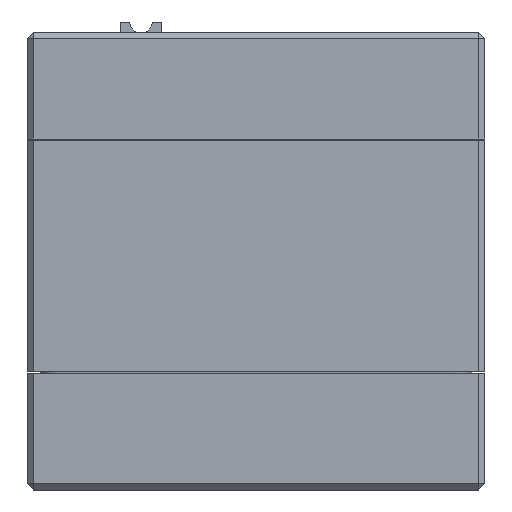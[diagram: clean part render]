
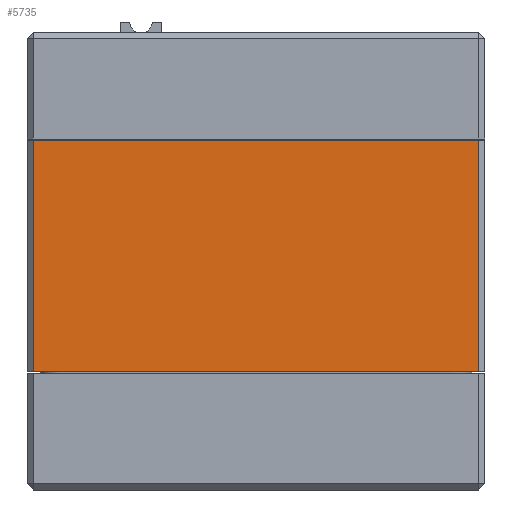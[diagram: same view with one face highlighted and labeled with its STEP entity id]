
A CAD part, left-side view. The second image highlights one B-rep face of the part: STEP entity #5735.
In plain terms, the highlighted free-form (B-spline) face has degree [1, 1] with [2, 2] control points.
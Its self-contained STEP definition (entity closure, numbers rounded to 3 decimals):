
#2352 = VERTEX_POINT('',#2353);
#2353 = CARTESIAN_POINT('',(-26.732,13.775,
    7.296));
#2394 = VERTEX_POINT('',#2395);
#2395 = CARTESIAN_POINT('',(-26.732,-13.775,
    7.296));
#2400 = EDGE_CURVE('',#2352,#2394,#2401,.T.);
#2401 = B_SPLINE_CURVE_WITH_KNOTS('',1,(#2402,#2403),.UNSPECIFIED.,.F.,
  .F.,(2,2),(-5.95,15.95),.PIECEWISE_BEZIER_KNOTS.);
#2402 = CARTESIAN_POINT('',(-26.732,13.775,
    7.296));
#2403 = CARTESIAN_POINT('',(-26.732,-13.775,
    7.296));
#5438 = VERTEX_POINT('',#5439);
#5439 = CARTESIAN_POINT('',(-26.732,-13.775,
    21.637));
#5444 = EDGE_CURVE('',#5438,#2394,#5445,.T.);
#5445 = B_SPLINE_CURVE_WITH_KNOTS('',1,(#5446,#5447),.UNSPECIFIED.,.F.,
  .F.,(2,2),(-17.2,-5.8),.PIECEWISE_BEZIER_KNOTS.);
#5446 = CARTESIAN_POINT('',(-26.732,-13.775,
    21.637));
#5447 = CARTESIAN_POINT('',(-26.732,-13.775,
    7.296));
#5458 = EDGE_CURVE('',#2352,#5459,#5461,.T.);
#5459 = VERTEX_POINT('',#5460);
#5460 = CARTESIAN_POINT('',(-26.732,13.775,
    21.637));
#5461 = B_SPLINE_CURVE_WITH_KNOTS('',1,(#5462,#5463),.UNSPECIFIED.,.F.,
  .F.,(2,2),(5.8,17.2),.PIECEWISE_BEZIER_KNOTS.);
#5462 = CARTESIAN_POINT('',(-26.732,13.775,
    7.296));
#5463 = CARTESIAN_POINT('',(-26.732,13.775,
    21.637));
#5484 = EDGE_CURVE('',#5459,#5438,#5485,.T.);
#5485 = B_SPLINE_CURVE_WITH_KNOTS('',1,(#5486,#5487),.UNSPECIFIED.,.F.,
  .F.,(2,2),(-22.2,-0.3),.PIECEWISE_BEZIER_KNOTS.);
#5486 = CARTESIAN_POINT('',(-26.732,13.775,
    21.637));
#5487 = CARTESIAN_POINT('',(-26.732,-13.775,
    21.637));
#5735 = ADVANCED_FACE('',(#5736),#5742,.T.);
#5736 = FACE_BOUND('',#5737,.T.);
#5737 = EDGE_LOOP('',(#5738,#5739,#5740,#5741));
#5738 = ORIENTED_EDGE('',*,*,#2400,.T.);
#5739 = ORIENTED_EDGE('',*,*,#5444,.F.);
#5740 = ORIENTED_EDGE('',*,*,#5484,.F.);
#5741 = ORIENTED_EDGE('',*,*,#5458,.F.);
#5742 = B_SPLINE_SURFACE_WITH_KNOTS('',1,1,(
    (#5743,#5744)
    ,(#5745,#5746
    )),.UNSPECIFIED.,.F.,.F.,.F.,(2,2),(2,2),(0.3,22.2),(5.8,17.2),
  .PIECEWISE_BEZIER_KNOTS.);
#5743 = CARTESIAN_POINT('',(-26.732,13.775,
    7.296));
#5744 = CARTESIAN_POINT('',(-26.732,13.775,
    21.637));
#5745 = CARTESIAN_POINT('',(-26.732,-13.775,
    7.296));
#5746 = CARTESIAN_POINT('',(-26.732,-13.775,
    21.637));
